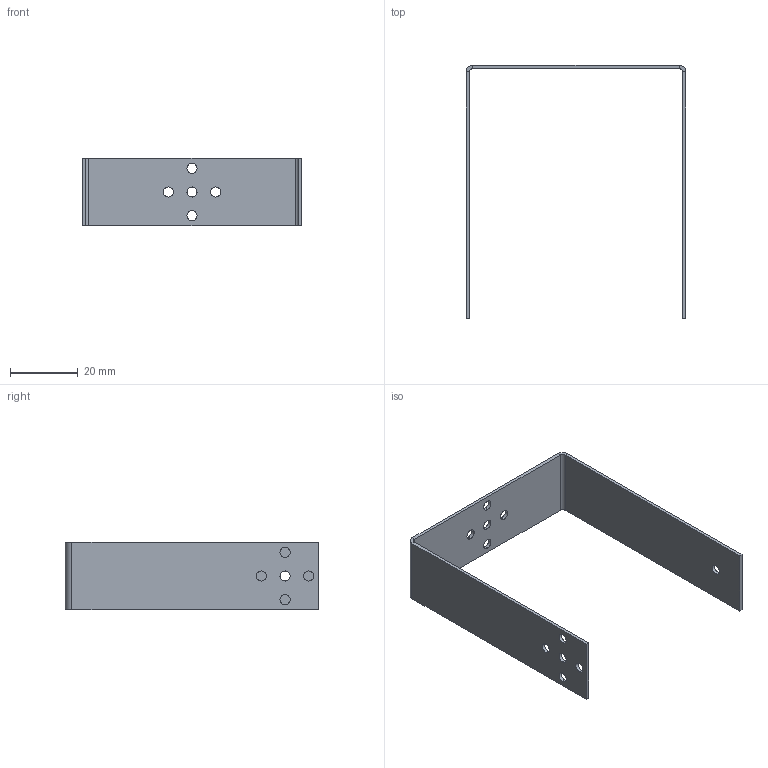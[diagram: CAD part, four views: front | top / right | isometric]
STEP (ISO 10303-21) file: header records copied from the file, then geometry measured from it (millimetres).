
FILE_DESCRIPTION (( 'STEP AP203' ), '1' );
FILE_NAME ('Bottom Wrist -u.STEP', '2020-06-27T06:50:28', ( '' ), ( '' ), 'SwSTEP 2.0', 'SolidWorks 2017', '' );
FILE_SCHEMA (( 'CONFIG_CONTROL_DESIGN' ));
Length unit declared in the file: millimetre
Products named in the file (1): Bottom Wrist -u
Bounding box: 65 x 75 x 20 mm (x, y, z)
Volume: 4156.5 mm3; surface area: 8880.1 mm2
Topology: 1 solids, 1 shells, 44 faces, 110 edges, 68 vertices
Faces by surface type: cylinder 26, plane 18
Entity records: 1439 total; most frequent: DIRECTION 252, CARTESIAN_POINT 223, ORIENTED_EDGE 220, EDGE_CURVE 110, AXIS2_PLACEMENT_3D 97, VERTEX_POINT 68, EDGE_LOOP 66, VECTOR 58
